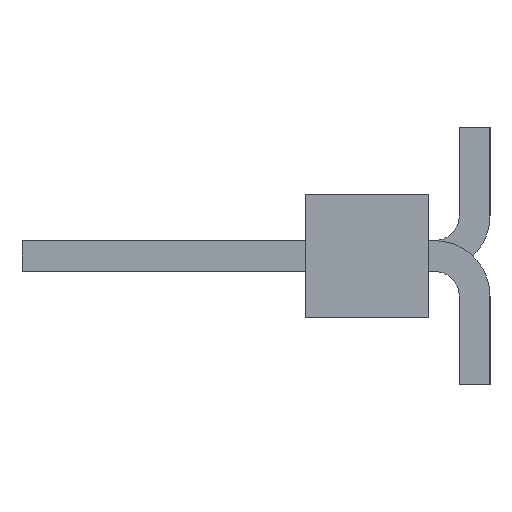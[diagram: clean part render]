
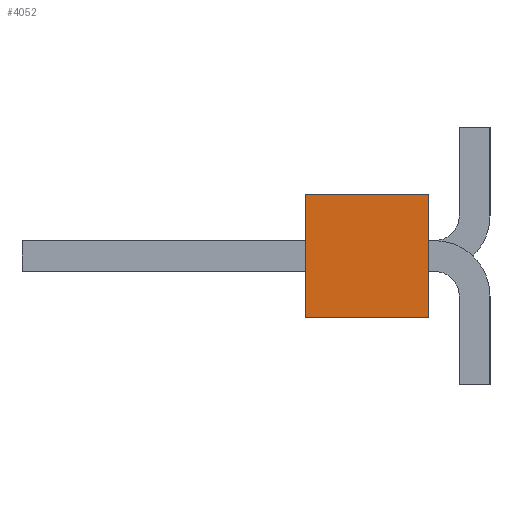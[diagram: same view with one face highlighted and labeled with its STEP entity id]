
A CAD part, left-side view. The second image highlights one B-rep face of the part: STEP entity #4052.
In plain terms, the highlighted planar face has unit normal (-1, 0, 0).
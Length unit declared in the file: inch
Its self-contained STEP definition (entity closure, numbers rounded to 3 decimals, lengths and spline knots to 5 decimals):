
#332=ORIENTED_EDGE('',*,*,#1442,.T.);
#333=ORIENTED_EDGE('',*,*,#1475,.F.);
#334=ORIENTED_EDGE('',*,*,#1295,.F.);
#335=ORIENTED_EDGE('',*,*,#1445,.T.);
#1295=EDGE_CURVE('',#1883,#1884,#2275,.T.);
#1442=EDGE_CURVE('',#2031,#2030,#2422,.T.);
#1445=EDGE_CURVE('',#1883,#2031,#2425,.T.);
#1475=EDGE_CURVE('',#1884,#2030,#2455,.T.);
#1883=VERTEX_POINT('',#5664);
#1884=VERTEX_POINT('',#5666);
#2030=VERTEX_POINT('',#5959);
#2031=VERTEX_POINT('',#5961);
#2275=LINE('',#5665,#2831);
#2422=LINE('',#5960,#2978);
#2425=LINE('',#5965,#2981);
#2455=LINE('',#6010,#3011);
#2831=VECTOR('',#4575,39.37008);
#2978=VECTOR('',#4724,39.37008);
#2981=VECTOR('',#4729,39.37008);
#3011=VECTOR('',#4789,39.37008);
#3386=EDGE_LOOP('',(#332,#333,#334,#335));
#3628=FACE_BOUND('',#3386,.T.);
#3854=PLANE('',#4305);
#4052=ADVANCED_FACE('',(#3628),#3854,.F.);
#4305=AXIS2_PLACEMENT_3D('',#6011,#4790,#4791);
#4575=DIRECTION('',(0.,0.,1.));
#4724=DIRECTION('',(0.,0.,1.));
#4729=DIRECTION('',(0.,-1.,0.));
#4789=DIRECTION('',(0.,-1.,0.));
#4790=DIRECTION('',(1.,0.,0.));
#4791=DIRECTION('',(0.,0.,-1.));
#5664=CARTESIAN_POINT('',(-0.4,0.05,-0.05));
#5665=CARTESIAN_POINT('',(-0.4,0.05,-0.05));
#5666=CARTESIAN_POINT('',(-0.4,0.05,0.05));
#5959=CARTESIAN_POINT('',(-0.4,-0.05,0.05));
#5960=CARTESIAN_POINT('',(-0.4,-0.05,-0.05));
#5961=CARTESIAN_POINT('',(-0.4,-0.05,-0.05));
#5965=CARTESIAN_POINT('',(-0.4,0.05,-0.05));
#6010=CARTESIAN_POINT('',(-0.4,0.05,0.05));
#6011=CARTESIAN_POINT('',(-0.4,0.05,-0.05));
